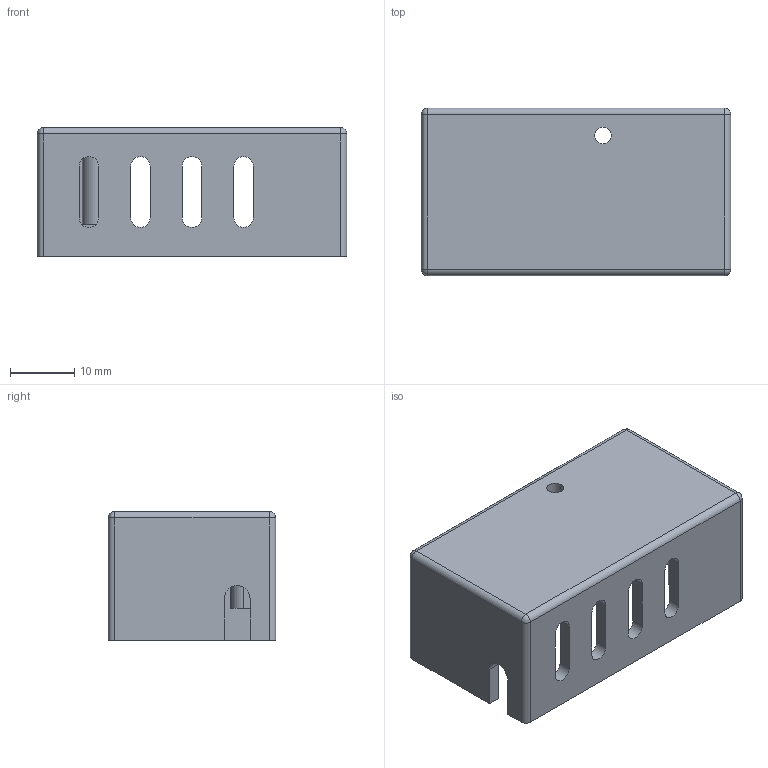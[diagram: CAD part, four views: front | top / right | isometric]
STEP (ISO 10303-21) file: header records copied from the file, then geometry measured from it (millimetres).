
FILE_DESCRIPTION(/* description */ (''),/* implementation_level */ '2;1');
FILE_NAME(/* name */ 'LM2596 DC- DC_Enclosure _Top.stp',/* time_stamp */ '2021-02-22T20:09:49+02:00',/* author */ ('Andrei'),/* organization */ (''),/* preprocessor_version */ 'ST-DEVELOPER v18',/* originating_system */ 'Autodesk Inventor 2020',/* authorisation */ '');
FILE_SCHEMA (('AUTOMOTIVE_DESIGN { 1 0 10303 214 3 1 1 }'));
Length unit declared in the file: millimetre
Products named in the file (1): LM2596 DC- DC_Enclosure _Top
Bounding box: 48 x 26 x 20 mm (x, y, z)
Volume: 7244.6 mm3; surface area: 7958.9 mm2
Topology: 1 solids, 1 shells, 75 faces, 202 edges, 131 vertices
Faces by surface type: plane 40, cylinder 31, sphere 4
Full cylindrical faces by diameter (mm): 2 x2, 2.6 x1
Entity records: 2428 total; most frequent: DIRECTION 417, CARTESIAN_POINT 409, ORIENTED_EDGE 404, EDGE_CURVE 202, LINE 139, VECTOR 139, AXIS2_PLACEMENT_3D 139, VERTEX_POINT 131
